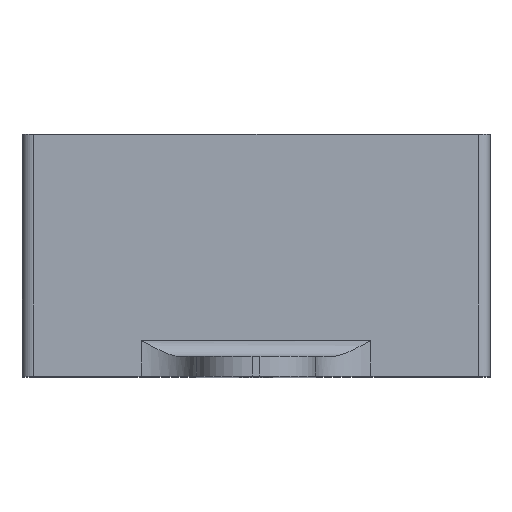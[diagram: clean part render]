
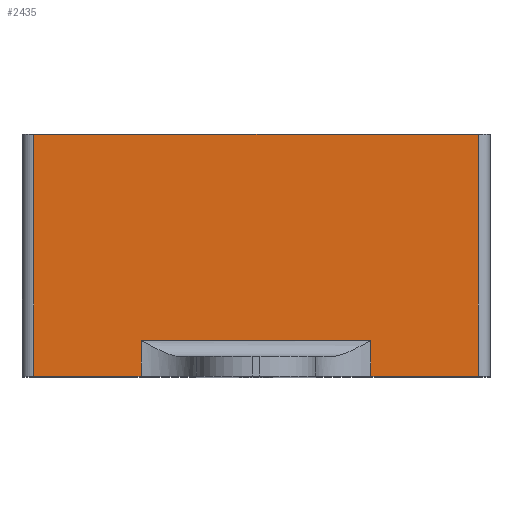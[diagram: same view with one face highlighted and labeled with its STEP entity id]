
A CAD part, top view. The second image highlights one B-rep face of the part: STEP entity #2435.
In plain terms, the highlighted planar face has unit normal (0, 0, 1).
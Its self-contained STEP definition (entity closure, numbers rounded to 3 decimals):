
#117 = CARTESIAN_POINT ( 'NONE',  ( 14.5, 2., 41.79 ) ) ;
#223 = CARTESIAN_POINT ( 'NONE',  ( -28.005, -2.5, 41.79 ) ) ;
#237 = EDGE_CURVE ( 'NONE', #858, #826, #2137, .T. ) ;
#408 = VECTOR ( 'NONE', #3615, 1000. ) ;
#510 = CARTESIAN_POINT ( 'NONE',  ( -28.005, -2.5, 41.79 ) ) ;
#564 = EDGE_CURVE ( 'NONE', #826, #2958, #3505, .T. ) ;
#618 = DIRECTION ( 'NONE',  ( 0., -1., 0. ) ) ;
#626 = CARTESIAN_POINT ( 'NONE',  ( 28.005, -2.5, 41.79 ) ) ;
#676 = VERTEX_POINT ( 'NONE', #510 ) ;
#785 = ORIENTED_EDGE ( 'NONE', *, *, #3407, .T. ) ;
#826 = VERTEX_POINT ( 'NONE', #1667 ) ;
#858 = VERTEX_POINT ( 'NONE', #1910 ) ;
#887 = DIRECTION ( 'NONE',  ( 0., 1., 0. ) ) ;
#899 = CARTESIAN_POINT ( 'NONE',  ( -29.505, -2.5, 41.79 ) ) ;
#914 = CARTESIAN_POINT ( 'NONE',  ( 28.005, 28., 41.79 ) ) ;
#932 = VECTOR ( 'NONE', #1124, 1000. ) ;
#954 = CARTESIAN_POINT ( 'NONE',  ( -29.505, -2.5, 41.79 ) ) ;
#1124 = DIRECTION ( 'NONE',  ( 1., 0., 0. ) ) ;
#1140 = VECTOR ( 'NONE', #887, 1000. ) ;
#1147 = DIRECTION ( 'NONE',  ( 0., -1., 0. ) ) ;
#1200 = CARTESIAN_POINT ( 'NONE',  ( -14.5, 0., 41.79 ) ) ;
#1250 = DIRECTION ( 'NONE',  ( 1., 0., 0. ) ) ;
#1270 = CARTESIAN_POINT ( 'NONE',  ( 28.005, -2.5, 41.79 ) ) ;
#1277 = CARTESIAN_POINT ( 'NONE',  ( 14.5, -2.5, 41.79 ) ) ;
#1279 = EDGE_CURVE ( 'NONE', #3228, #2425, #4010, .T. ) ;
#1322 = CARTESIAN_POINT ( 'NONE',  ( -29.505, 28., 41.79 ) ) ;
#1366 = AXIS2_PLACEMENT_3D ( 'NONE', #954, #3234, #1250 ) ;
#1474 = EDGE_CURVE ( 'NONE', #1682, #4351, #3741, .T. ) ;
#1477 = LINE ( 'NONE', #3767, #1528 ) ;
#1528 = VECTOR ( 'NONE', #1147, 1000. ) ;
#1667 = CARTESIAN_POINT ( 'NONE',  ( -14.5, 2., 41.79 ) ) ;
#1682 = VERTEX_POINT ( 'NONE', #1277 ) ;
#1729 = EDGE_CURVE ( 'NONE', #676, #858, #3920, .T. ) ;
#1891 = VECTOR ( 'NONE', #2632, 1000. ) ;
#1910 = CARTESIAN_POINT ( 'NONE',  ( -14.5, -2.5, 41.79 ) ) ;
#1985 = ORIENTED_EDGE ( 'NONE', *, *, #1474, .T. ) ;
#2071 = ORIENTED_EDGE ( 'NONE', *, *, #1729, .T. ) ;
#2137 = LINE ( 'NONE', #1200, #1140 ) ;
#2425 = VERTEX_POINT ( 'NONE', #914 ) ;
#2435 = ADVANCED_FACE ( 'NONE', ( #2547 ), #3955, .T. ) ;
#2447 = VECTOR ( 'NONE', #3372, 1000. ) ;
#2547 = FACE_OUTER_BOUND ( 'NONE', #3543, .T. ) ;
#2602 = LINE ( 'NONE', #626, #2999 ) ;
#2632 = DIRECTION ( 'NONE',  ( 1., 0., 0. ) ) ;
#2651 = ORIENTED_EDGE ( 'NONE', *, *, #3218, .T. ) ;
#2732 = ORIENTED_EDGE ( 'NONE', *, *, #564, .T. ) ;
#2815 = CARTESIAN_POINT ( 'NONE',  ( -28.005, 28., 41.79 ) ) ;
#2958 = VERTEX_POINT ( 'NONE', #117 ) ;
#2999 = VECTOR ( 'NONE', #4070, 1000. ) ;
#3107 = EDGE_CURVE ( 'NONE', #4351, #2425, #2602, .T. ) ;
#3218 = EDGE_CURVE ( 'NONE', #2958, #1682, #1477, .T. ) ;
#3220 = VECTOR ( 'NONE', #618, 1000. ) ;
#3228 = VERTEX_POINT ( 'NONE', #2815 ) ;
#3234 = DIRECTION ( 'NONE',  ( 0., 0., 1. ) ) ;
#3372 = DIRECTION ( 'NONE',  ( 1., 0., 0. ) ) ;
#3381 = ORIENTED_EDGE ( 'NONE', *, *, #1279, .F. ) ;
#3389 = CARTESIAN_POINT ( 'NONE',  ( -29.505, -2.5, 41.79 ) ) ;
#3407 = EDGE_CURVE ( 'NONE', #3228, #676, #3634, .T. ) ;
#3505 = LINE ( 'NONE', #3813, #932 ) ;
#3543 = EDGE_LOOP ( 'NONE', ( #2732, #2651, #1985, #3938, #3381, #785, #2071, #4019 ) ) ;
#3615 = DIRECTION ( 'NONE',  ( 1., 0., 0. ) ) ;
#3634 = LINE ( 'NONE', #223, #3220 ) ;
#3741 = LINE ( 'NONE', #3389, #2447 ) ;
#3767 = CARTESIAN_POINT ( 'NONE',  ( 14.5, -2.5, 41.79 ) ) ;
#3813 = CARTESIAN_POINT ( 'NONE',  ( 14.5, 2., 41.79 ) ) ;
#3920 = LINE ( 'NONE', #899, #1891 ) ;
#3938 = ORIENTED_EDGE ( 'NONE', *, *, #3107, .T. ) ;
#3955 = PLANE ( 'NONE',  #1366 ) ;
#4010 = LINE ( 'NONE', #1322, #408 ) ;
#4019 = ORIENTED_EDGE ( 'NONE', *, *, #237, .T. ) ;
#4070 = DIRECTION ( 'NONE',  ( 0., 1., 0. ) ) ;
#4351 = VERTEX_POINT ( 'NONE', #1270 ) ;
